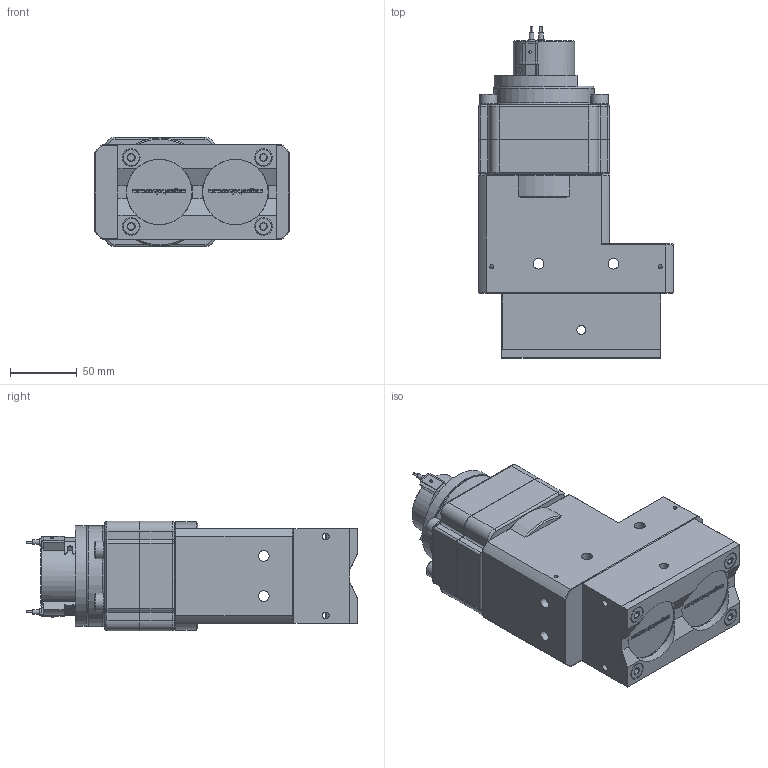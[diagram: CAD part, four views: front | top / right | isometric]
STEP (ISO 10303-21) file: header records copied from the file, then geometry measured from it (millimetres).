
FILE_DESCRIPTION(/* description */ (''),/* implementation_level */ '2;1');
FILE_NAME(/* name */ 'MS-8140405.stp',/* time_stamp */ '2013-11-29T11:10:37+01:00',/* author */ ('bs'),/* organization */ (''),/* preprocessor_version */ 'ST-DEVELOPER v15.2',/* originating_system */ 'Autodesk Inventor 2014',/* authorisation */ '');
FILE_SCHEMA (('AUTOMOTIVE_DESIGN { 1 0 10303 214 3 1 1 }'));
Length unit declared in the file: millimetre
Products named in the file (1): MS-8140405
Bounding box: 146 x 248.5 x 82 mm (x, y, z)
Surface area: 137391.8 mm2 (no closed solid volume)
Topology: 0 solids, 32 shells, 698 faces, 3597 edges, 2855 vertices
Faces by surface type: plane 432, cylinder 143, cone 95, torus 18, sphere 8, bspline 2
Full cylindrical faces by diameter (mm): 1 x4, 2 x2, 3 x4, 3.4 x2, 5 x7, 6.8 x2, 8 x9, 9.2 x2, 9.5 x2, 9.7 x6, 13 x6, 13.2 x4, 16 x2, 46 x1, 49 x2, 75 x1
Entity records: 35331 total; most frequent: CARTESIAN_POINT 7331, DIRECTION 5371, ORIENTED_EDGE 4698, EDGE_CURVE 3497, VERTEX_POINT 2846, LINE 2843, VECTOR 2843, AXIS2_PLACEMENT_3D 1264
